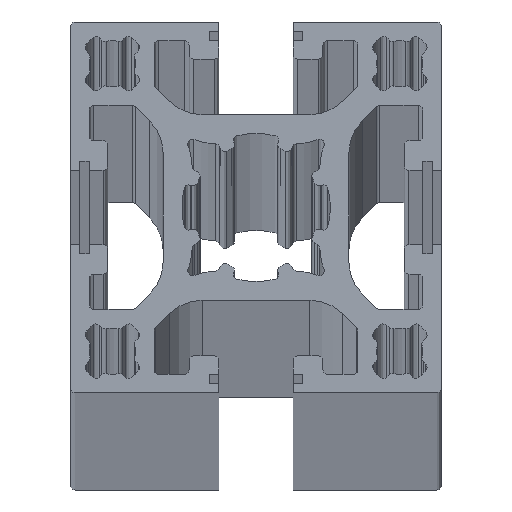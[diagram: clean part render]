
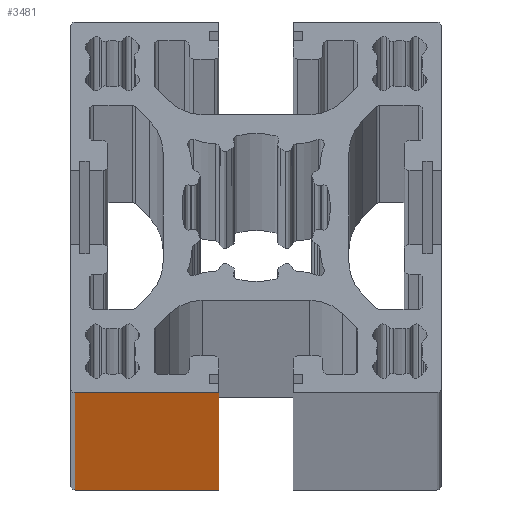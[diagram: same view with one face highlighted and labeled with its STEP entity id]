
A CAD part, top view. The second image highlights one B-rep face of the part: STEP entity #3481.
In plain terms, the highlighted planar face has unit normal (0, -1, 0).
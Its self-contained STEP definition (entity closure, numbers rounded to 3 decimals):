
#300 = ORIENTED_EDGE ( 'NONE', *, *, #10990, .T. ) ;
#301 = ORIENTED_EDGE ( 'NONE', *, *, #11144, .T. ) ;
#302 = ORIENTED_EDGE ( 'NONE', *, *, #10977, .F. ) ;
#303 = ORIENTED_EDGE ( 'NONE', *, *, #11140, .T. ) ;
#3312 = VERTEX_POINT ( 'NONE', #7495 ) ;
#3481 = ADVANCED_FACE ( 'NONE', ( #3606 ), #6631, .T. ) ;
#3606 = FACE_OUTER_BOUND ( 'NONE', #4079, .T. ) ;
#4079 = EDGE_LOOP ( 'NONE', ( #300, #301, #302, #303 ) ) ;
#6631 = PLANE ( 'NONE',  #9193 ) ;
#6632 = CARTESIAN_POINT ( 'NONE',  ( -19.5, -20., 0. ) ) ;
#6633 = DIRECTION ( 'NONE',  ( 0., -1., 0. ) ) ;
#6634 = DIRECTION ( 'NONE',  ( 0., 0., -1. ) ) ;
#7033 = CARTESIAN_POINT ( 'NONE',  ( -4., -20., -6000. ) ) ;
#7495 = CARTESIAN_POINT ( 'NONE',  ( -4., -20., 0. ) ) ;
#7774 = LINE ( 'NONE', #9801, #7775 ) ;
#7775 = VECTOR ( 'NONE', #9802, 1000. ) ;
#7795 = LINE ( 'NONE', #9832, #7796 ) ;
#7796 = VECTOR ( 'NONE', #9833, 1000. ) ;
#9193 = AXIS2_PLACEMENT_3D ( 'NONE', #6632, #6633, #6634 ) ;
#9801 = CARTESIAN_POINT ( 'NONE',  ( -20., -20., 0. ) ) ;
#9802 = DIRECTION ( 'NONE',  ( 1., 0., 0. ) ) ;
#9832 = CARTESIAN_POINT ( 'NONE',  ( -19.5, -20., -6000. ) ) ;
#9833 = DIRECTION ( 'NONE',  ( 1., 0., 0. ) ) ;
#10204 = CARTESIAN_POINT ( 'NONE',  ( -19.5, -20., -3000. ) ) ;
#10205 = DIRECTION ( 'NONE',  ( 0., 0., -1. ) ) ;
#10213 = CARTESIAN_POINT ( 'NONE',  ( -4., -20., -3000. ) ) ;
#10214 = DIRECTION ( 'NONE',  ( 0., 0., 1. ) ) ;
#10277 = CARTESIAN_POINT ( 'NONE',  ( -19.5, -20., 0. ) ) ;
#10304 = CARTESIAN_POINT ( 'NONE',  ( -19.5, -20., -6000. ) ) ;
#10558 = LINE ( 'NONE', #10204, #10560 ) ;
#10560 = VECTOR ( 'NONE', #10205, 1000. ) ;
#10566 = LINE ( 'NONE', #10213, #10567 ) ;
#10567 = VECTOR ( 'NONE', #10214, 1000. ) ;
#10727 = VERTEX_POINT ( 'NONE', #7033 ) ;
#10977 = EDGE_CURVE ( 'NONE', #12072, #3312, #7774, .T. ) ;
#10990 = EDGE_CURVE ( 'NONE', #12099, #10727, #7795, .T. ) ;
#11140 = EDGE_CURVE ( 'NONE', #12072, #12099, #10558, .T. ) ;
#11144 = EDGE_CURVE ( 'NONE', #10727, #3312, #10566, .T. ) ;
#12072 = VERTEX_POINT ( 'NONE', #10277 ) ;
#12099 = VERTEX_POINT ( 'NONE', #10304 ) ;
